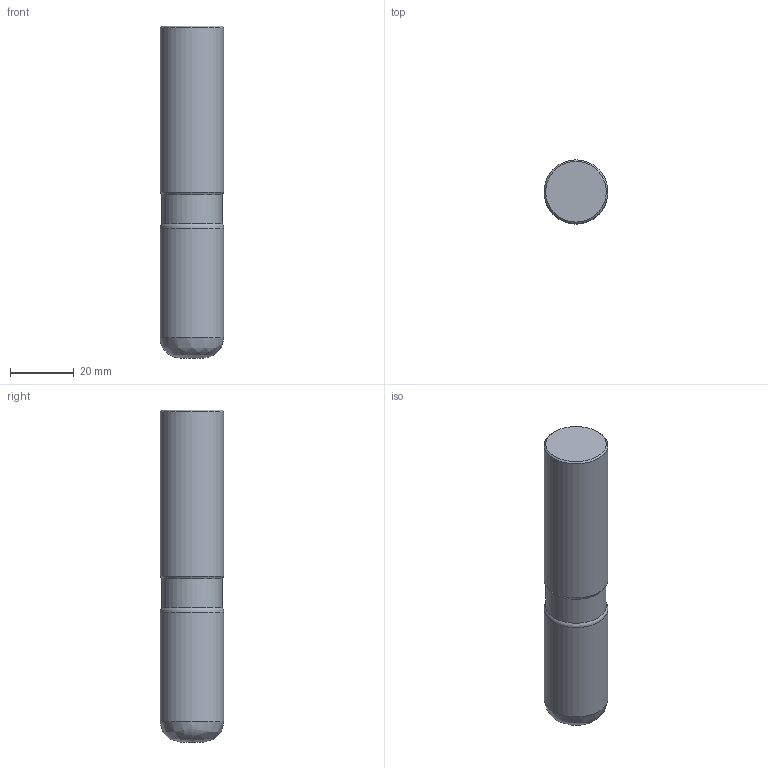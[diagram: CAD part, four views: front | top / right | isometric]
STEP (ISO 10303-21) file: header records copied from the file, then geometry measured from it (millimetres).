
FILE_DESCRIPTION(('STEP'), '1');
FILE_NAME('MOD000000000000000020111502600000.stp', '2019-01-02T12:10:45', (''), (''), 'Express v3.0.0.0', 'Express Tool', 'Unknown');
FILE_SCHEMA(('AUTOMOTIVE_DESIGN'));
Length unit declared in the file: millimetre
Products named in the file (1): 2F341-2000-635-SC   1710_exp
Bounding box: 20 x 20 x 104 mm (x, y, z)
Volume: 31891.3 mm3; surface area: 7517 mm2
Topology: 2 solids, 2 shells, 11 faces, 26 edges, 20 vertices
Faces by surface type: bspline 11
Entity records: 572 total; most frequent: CARTESIAN_POINT 270, DIRECTION 49, ORIENTED_EDGE 40, EDGE_CURVE 20, AXIS2_PLACEMENT_3D 20, CIRCLE 17, VERTEX_POINT 13, ADVANCED_FACE 11
